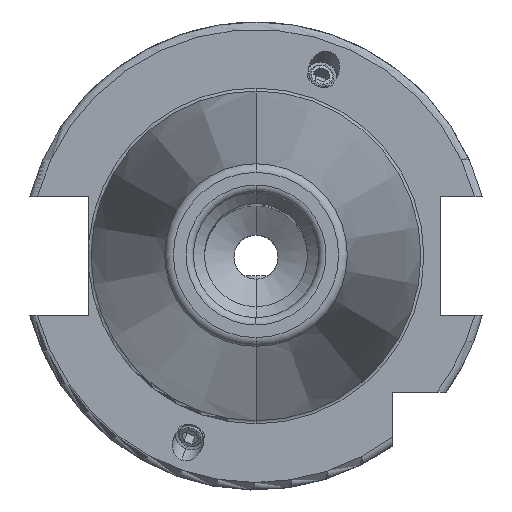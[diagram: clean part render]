
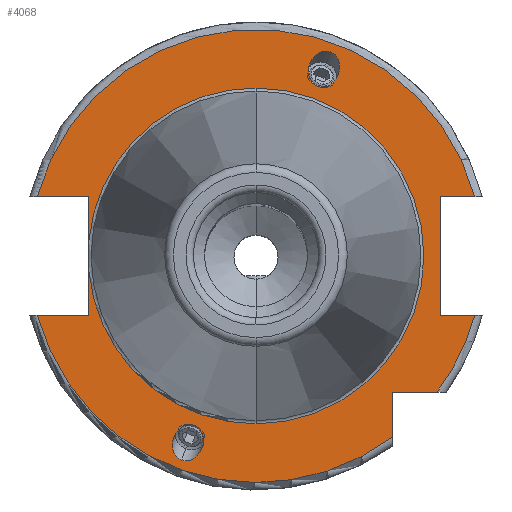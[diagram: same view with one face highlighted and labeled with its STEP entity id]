
A CAD part, top view. The second image highlights one B-rep face of the part: STEP entity #4068.
In plain terms, the highlighted planar face has unit normal (0, 0, 1).
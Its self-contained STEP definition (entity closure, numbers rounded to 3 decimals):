
#963=CARTESIAN_POINT('',(0,0,15.9));
#964=DIRECTION('',(0,0,1));
#965=DIRECTION('',(0.965,0.262,0));
#966=AXIS2_PLACEMENT_3D('',#963,#964,#965);
#1014=CARTESIAN_POINT('',(0,0,15.9));
#1015=DIRECTION('',(0,0,1));
#1016=DIRECTION('',(-0.965,-0.262,0));
#1017=AXIS2_PLACEMENT_3D('',#1014,#1015,#1016);
#1030=DIRECTION('',(1,0,0));
#1031=VECTOR('',#1030,7.004);
#1032=CARTESIAN_POINT('',(-29.704,-8.05,15.9));
#1033=LINE('',#1032,#1031);
#1034=DIRECTION('',(0,1,0));
#1035=VECTOR('',#1034,5.917);
#1036=CARTESIAN_POINT('',(-22.7,-8.05,15.9));
#1037=LINE('',#1036,#1035);
#1038=DIRECTION('',(0,1,0));
#1039=VECTOR('',#1038,5.917);
#1040=CARTESIAN_POINT('',(-22.7,2.133,15.9));
#1041=LINE('',#1040,#1039);
#1042=DIRECTION('',(1,0,0));
#1043=VECTOR('',#1042,7.004);
#1044=CARTESIAN_POINT('',(-29.704,8.05,15.9));
#1045=LINE('',#1044,#1043);
#1046=DIRECTION('',(-1,0,0));
#1047=VECTOR('',#1046,4.704);
#1048=CARTESIAN_POINT('',(29.704,8.05,15.9));
#1049=LINE('',#1048,#1047);
#1050=DIRECTION('',(0,-1,0));
#1051=VECTOR('',#1050,16.1);
#1052=CARTESIAN_POINT('',(25,8.05,15.9));
#1053=LINE('',#1052,#1051);
#1054=DIRECTION('',(-1,0,0));
#1055=VECTOR('',#1054,4.704);
#1056=CARTESIAN_POINT('',(29.704,-8.05,15.9));
#1057=LINE('',#1056,#1055);
#1058=CARTESIAN_POINT('',(0,0,15.9));
#1059=DIRECTION('',(0,0,1));
#1060=DIRECTION('',(0.799,-0.601,0));
#1061=AXIS2_PLACEMENT_3D('',#1058,#1059,#1060);
#1063=DIRECTION('',(-1,0,0));
#1064=VECTOR('',#1063,6.094);
#1065=CARTESIAN_POINT('',(24.594,-18.5,15.9));
#1066=LINE('',#1065,#1064);
#1067=DIRECTION('',(0,1,0));
#1068=VECTOR('',#1067,6.094);
#1069=CARTESIAN_POINT('',(18.5,-24.594,15.9));
#1070=LINE('',#1069,#1068);
#1071=CARTESIAN_POINT('',(10.09,27.723,15.9));
#1072=CARTESIAN_POINT('',(9.863,27.806,15.9));
#1073=CARTESIAN_POINT('',(9.337,27.884,15.9));
#1074=CARTESIAN_POINT('',(8.455,27.594,15.9));
#1075=CARTESIAN_POINT('',(7.834,27.033,15.9));
#1076=CARTESIAN_POINT('',(7.483,26.49,15.9));
#1077=CARTESIAN_POINT('',(7.298,26.077,15.9));
#1078=CARTESIAN_POINT('',(7.174,25.641,15.9));
#1079=CARTESIAN_POINT('',(7.094,25.,15.9));
#1080=CARTESIAN_POINT('',(7.208,24.17,15.9));
#1081=CARTESIAN_POINT('',(7.698,23.381,15.9));
#1082=CARTESIAN_POINT('',(8.152,23.103,15.9));
#1083=CARTESIAN_POINT('',(8.379,23.02,15.9));
#1085=CARTESIAN_POINT('',(8.379,23.02,15.9));
#1086=CARTESIAN_POINT('',(8.606,22.937,15.9));
#1087=CARTESIAN_POINT('',(9.133,22.859,15.9));
#1088=CARTESIAN_POINT('',(10.014,23.149,15.9));
#1089=CARTESIAN_POINT('',(10.635,23.711,15.9));
#1090=CARTESIAN_POINT('',(10.986,24.253,15.9));
#1091=CARTESIAN_POINT('',(11.171,24.667,15.9));
#1092=CARTESIAN_POINT('',(11.295,25.103,15.9));
#1093=CARTESIAN_POINT('',(11.375,25.744,15.9));
#1094=CARTESIAN_POINT('',(11.261,26.573,15.9));
#1095=CARTESIAN_POINT('',(10.771,27.362,15.9));
#1096=CARTESIAN_POINT('',(10.318,27.641,15.9));
#1097=CARTESIAN_POINT('',(10.09,27.723,15.9));
#1099=CARTESIAN_POINT('',(-10.09,-27.723,15.9));
#1100=CARTESIAN_POINT('',(-10.318,-27.641,15.9));
#1101=CARTESIAN_POINT('',(-10.771,-27.362,15.9));
#1102=CARTESIAN_POINT('',(-11.261,-26.573,15.9));
#1103=CARTESIAN_POINT('',(-11.375,-25.744,15.9));
#1104=CARTESIAN_POINT('',(-11.295,-25.103,15.9));
#1105=CARTESIAN_POINT('',(-11.171,-24.667,15.9));
#1106=CARTESIAN_POINT('',(-10.986,-24.253,15.9));
#1107=CARTESIAN_POINT('',(-10.635,-23.711,15.9));
#1108=CARTESIAN_POINT('',(-10.014,-23.149,15.9));
#1109=CARTESIAN_POINT('',(-9.133,-22.859,15.9));
#1110=CARTESIAN_POINT('',(-8.606,-22.937,15.9));
#1111=CARTESIAN_POINT('',(-8.379,-23.02,15.9));
#1113=CARTESIAN_POINT('',(-8.379,-23.02,15.9));
#1114=CARTESIAN_POINT('',(-8.152,-23.103,15.9));
#1115=CARTESIAN_POINT('',(-7.698,-23.381,15.9));
#1116=CARTESIAN_POINT('',(-7.208,-24.17,15.9));
#1117=CARTESIAN_POINT('',(-7.094,-25.,15.9));
#1118=CARTESIAN_POINT('',(-7.174,-25.641,15.9));
#1119=CARTESIAN_POINT('',(-7.298,-26.077,15.9));
#1120=CARTESIAN_POINT('',(-7.483,-26.49,15.9));
#1121=CARTESIAN_POINT('',(-7.834,-27.033,15.9));
#1122=CARTESIAN_POINT('',(-8.455,-27.594,15.9));
#1123=CARTESIAN_POINT('',(-9.337,-27.884,15.9));
#1124=CARTESIAN_POINT('',(-9.863,-27.806,15.9));
#1125=CARTESIAN_POINT('',(-10.09,-27.723,15.9));
#1137=CARTESIAN_POINT('',(0,0,15.9));
#1138=DIRECTION('',(0,0,1));
#1139=DIRECTION('',(0,1,0));
#1140=AXIS2_PLACEMENT_3D('',#1137,#1138,#1139);
#1152=CARTESIAN_POINT('',(0,0,15.9));
#1153=DIRECTION('',(0,0,1));
#1154=DIRECTION('',(-0.996,-0.094,0));
#1155=AXIS2_PLACEMENT_3D('',#1152,#1153,#1154);
#1157=CARTESIAN_POINT('',(0,0,15.9));
#1158=DIRECTION('',(0,0,-1));
#1159=DIRECTION('',(0,1,0));
#1160=AXIS2_PLACEMENT_3D('',#1157,#1158,#1159);
#2695=CARTESIAN_POINT('',(0,22.8,15.9));
#2697=VERTEX_POINT('',#2695);
#2717=CARTESIAN_POINT('',(0,-22.8,15.9));
#2719=VERTEX_POINT('',#2717);
#2865=CARTESIAN_POINT('',(-29.704,-8.05,15.9));
#2866=CARTESIAN_POINT('',(-22.7,-8.05,15.9));
#2867=VERTEX_POINT('',#2865);
#2868=VERTEX_POINT('',#2866);
#2869=CARTESIAN_POINT('',(-22.7,-2.133,15.9));
#2870=VERTEX_POINT('',#2869);
#2871=CARTESIAN_POINT('',(-22.7,2.133,15.9));
#2872=CARTESIAN_POINT('',(-22.7,8.05,15.9));
#2873=VERTEX_POINT('',#2871);
#2874=VERTEX_POINT('',#2872);
#2875=CARTESIAN_POINT('',(-29.704,8.05,15.9));
#2876=VERTEX_POINT('',#2875);
#2877=CARTESIAN_POINT('',(25,8.05,15.9));
#2878=CARTESIAN_POINT('',(25,-8.05,15.9));
#2879=VERTEX_POINT('',#2877);
#2880=VERTEX_POINT('',#2878);
#2881=CARTESIAN_POINT('',(29.704,-8.05,15.9));
#2882=VERTEX_POINT('',#2881);
#2883=CARTESIAN_POINT('',(29.704,8.05,15.9));
#2884=VERTEX_POINT('',#2883);
#2885=CARTESIAN_POINT('',(18.5,-24.594,15.9));
#2886=CARTESIAN_POINT('',(18.5,-18.5,15.9));
#2887=VERTEX_POINT('',#2885);
#2888=VERTEX_POINT('',#2886);
#2889=CARTESIAN_POINT('',(24.594,-18.5,15.9));
#2890=VERTEX_POINT('',#2889);
#2979=VERTEX_POINT('',#1071);
#2980=VERTEX_POINT('',#1083);
#3036=CARTESIAN_POINT('',(-10.09,-27.723,15.9));
#3038=VERTEX_POINT('',#3036);
#3043=CARTESIAN_POINT('',(-8.379,-23.02,15.9));
#3044=VERTEX_POINT('',#3043);
#4029=CARTESIAN_POINT('',(0,0,15.9));
#4030=DIRECTION('',(0,0,-1));
#4031=DIRECTION('',(0,-1,0));
#4032=AXIS2_PLACEMENT_3D('',#4029,#4030,#4031);
#4033=PLANE('',#4032);
#4034=ORIENTED_EDGE('',*,*,#3316,.T.);
#4035=ORIENTED_EDGE('',*,*,#3354,.T.);
#4037=ORIENTED_EDGE('',*,*,#4036,.T.);
#4039=ORIENTED_EDGE('',*,*,#4038,.F.);
#4041=ORIENTED_EDGE('',*,*,#4040,.T.);
#4042=ORIENTED_EDGE('',*,*,#3350,.T.);
#4043=ORIENTED_EDGE('',*,*,#3387,.F.);
#4044=ORIENTED_EDGE('',*,*,#4007,.F.);
#4046=ORIENTED_EDGE('',*,*,#4045,.T.);
#4048=ORIENTED_EDGE('',*,*,#4047,.T.);
#4049=ORIENTED_EDGE('',*,*,#3266,.F.);
#4050=ORIENTED_EDGE('',*,*,#3997,.F.);
#4051=ORIENTED_EDGE('',*,*,#3440,.T.);
#4052=ORIENTED_EDGE('',*,*,#3491,.F.);
#4053=ORIENTED_EDGE('',*,*,#4023,.F.);
#4054=EDGE_LOOP('',(#4034,#4035,#4037,#4039,#4041,#4042,#4043,#4044,#4046,#4048,
#4049,#4050,#4051,#4052,#4053));
#4055=FACE_OUTER_BOUND('',#4054,.F.);
#4057=ORIENTED_EDGE('',*,*,#4056,.T.);
#4059=ORIENTED_EDGE('',*,*,#4058,.T.);
#4060=EDGE_LOOP('',(#4057,#4059));
#4061=FACE_BOUND('',#4060,.F.);
#4063=ORIENTED_EDGE('',*,*,#4062,.F.);
#4065=ORIENTED_EDGE('',*,*,#4064,.F.);
#4066=EDGE_LOOP('',(#4063,#4065));
#4067=FACE_BOUND('',#4066,.F.);
#4068=ADVANCED_FACE('',(#4055,#4061,#4067),#4033,.F.);
#967=CIRCLE('',#966,30.775);
#1018=CIRCLE('',#1017,30.775);
#1062=CIRCLE('',#1061,30.775);
#1084=B_SPLINE_CURVE_WITH_KNOTS('',3,(#1071,#1072,#1073,#1074,#1075,#1076,#1077,
#1078,#1079,#1080,#1081,#1082,#1083),.UNSPECIFIED.,.F.,.F.,(4,1,1,1,1,1,1,1,1,1,
4),(0,0.125,0.25,0.375,0.438,0.5,0.563,0.625,0.75,0.875,
1.0),.UNSPECIFIED.);
#1098=B_SPLINE_CURVE_WITH_KNOTS('',3,(#1085,#1086,#1087,#1088,#1089,#1090,#1091,
#1092,#1093,#1094,#1095,#1096,#1097),.UNSPECIFIED.,.F.,.F.,(4,1,1,1,1,1,1,1,1,1,
4),(0,0.125,0.25,0.375,0.438,0.5,0.563,0.625,0.75,0.875,
1.0),.UNSPECIFIED.);
#1112=B_SPLINE_CURVE_WITH_KNOTS('',3,(#1099,#1100,#1101,#1102,#1103,#1104,#1105,
#1106,#1107,#1108,#1109,#1110,#1111),.UNSPECIFIED.,.F.,.F.,(4,1,1,1,1,1,1,1,1,1,
4),(0,0.125,0.25,0.375,0.438,0.5,0.563,0.625,0.75,0.875,
1.0),.UNSPECIFIED.);
#1126=B_SPLINE_CURVE_WITH_KNOTS('',3,(#1113,#1114,#1115,#1116,#1117,#1118,#1119,
#1120,#1121,#1122,#1123,#1124,#1125),.UNSPECIFIED.,.F.,.F.,(4,1,1,1,1,1,1,1,1,1,
4),(0,0.125,0.25,0.375,0.438,0.5,0.563,0.625,0.75,0.875,
1.0),.UNSPECIFIED.);
#1141=CIRCLE('',#1140,22.8);
#1156=CIRCLE('',#1155,22.8);
#1161=CIRCLE('',#1160,22.8);
#3266=EDGE_CURVE('',#2882,#2880,#1057,.T.);
#3316=EDGE_CURVE('',#2867,#2868,#1033,.T.);
#3350=EDGE_CURVE('',#2873,#2874,#1041,.T.);
#3354=EDGE_CURVE('',#2868,#2870,#1037,.T.);
#3387=EDGE_CURVE('',#2876,#2874,#1045,.T.);
#3440=EDGE_CURVE('',#2890,#2888,#1066,.T.);
#3491=EDGE_CURVE('',#2887,#2888,#1070,.T.);
#3997=EDGE_CURVE('',#2890,#2882,#1062,.T.);
#4007=EDGE_CURVE('',#2884,#2876,#967,.T.);
#4023=EDGE_CURVE('',#2867,#2887,#1018,.T.);
#4036=EDGE_CURVE('',#2870,#2719,#1156,.T.);
#4038=EDGE_CURVE('',#2697,#2719,#1161,.T.);
#4040=EDGE_CURVE('',#2697,#2873,#1141,.T.);
#4045=EDGE_CURVE('',#2884,#2879,#1049,.T.);
#4047=EDGE_CURVE('',#2879,#2880,#1053,.T.);
#4056=EDGE_CURVE('',#2979,#2980,#1084,.T.);
#4058=EDGE_CURVE('',#2980,#2979,#1098,.T.);
#4062=EDGE_CURVE('',#3038,#3044,#1112,.T.);
#4064=EDGE_CURVE('',#3044,#3038,#1126,.T.);
